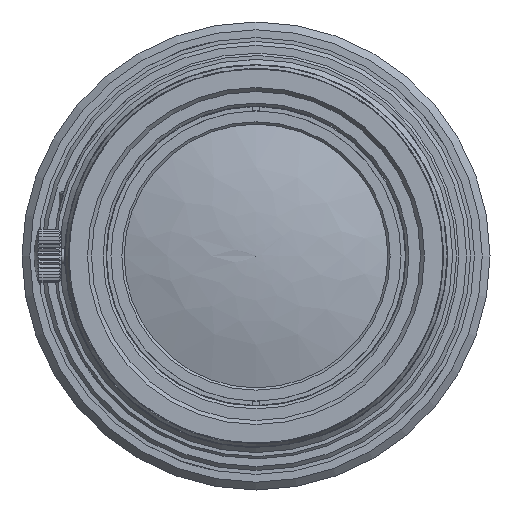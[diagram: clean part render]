
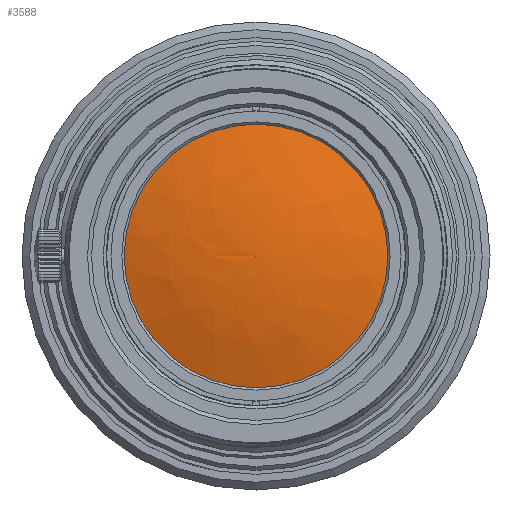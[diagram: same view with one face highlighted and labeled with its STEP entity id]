
A CAD part, left-side view. The second image highlights one B-rep face of the part: STEP entity #3588.
In plain terms, the highlighted free-form (B-spline) face has degree [3, 3] with [4, 7] control points.
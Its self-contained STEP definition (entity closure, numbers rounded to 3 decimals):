
#200=VERTEX_LOOP('',#13397);
#213=(
BOUNDED_SURFACE()
B_SPLINE_SURFACE(3,3,((#30547,#30548,#30549,#30550,#30551,#30552,#30553),
(#30554,#30555,#30556,#30557,#30558,#30559,#30560),(#30561,#30562,#30563,
#30564,#30565,#30566,#30567),(#30568,#30569,#30570,#30571,#30572,#30573,
#30574)),.UNSPECIFIED.,.F.,.T.,.F.)
B_SPLINE_SURFACE_WITH_KNOTS((4,4),(1,3,3,3,1),(0.,1.),(-0.5,0.,0.5,1.,1.5),
 .UNSPECIFIED.)
GEOMETRIC_REPRESENTATION_ITEM()
RATIONAL_B_SPLINE_SURFACE(((1.,0.333,0.333,1.,0.333,
0.333,1.),(0.992,0.331,0.331,
0.992,0.331,0.331,0.992),
(0.992,0.331,0.331,0.992,
0.331,0.331,0.992),(1.,0.333,
0.333,1.,0.333,0.333,1.)))
REPRESENTATION_ITEM('')
SURFACE()
);
#2210=FACE_BOUND('',#200,.T.);
#2211=FACE_BOUND('',#5589,.T.);
#3588=ADVANCED_FACE('',(#2210,#2211),#213,.T.);
#5589=EDGE_LOOP('',(#10125));
#6580=CIRCLE('',#20106,16.9);
#10125=ORIENTED_EDGE('',*,*,#16040,.F.);
#13395=VERTEX_POINT('',#30461);
#13397=VERTEX_POINT('',#30546);
#16040=EDGE_CURVE('',#13395,#13395,#6580,.T.);
#20106=AXIS2_PLACEMENT_3D('',#30460,#23684,#23685);
#23684=DIRECTION('',(1.,0.,0.));
#23685=DIRECTION('',(0.,1.,0.));
#30460=CARTESIAN_POINT('',(-132.684,0.,0.));
#30461=CARTESIAN_POINT('',(-132.684,16.9,0.));
#30546=CARTESIAN_POINT('',(-135.292,0.,0.));
#30547=CARTESIAN_POINT('',(-132.684,16.9,0.));
#30548=CARTESIAN_POINT('',(-132.684,16.9,33.8));
#30549=CARTESIAN_POINT('',(-132.684,-16.9,33.8));
#30550=CARTESIAN_POINT('',(-132.684,-16.9,0.));
#30551=CARTESIAN_POINT('',(-132.684,-16.9,-33.8));
#30552=CARTESIAN_POINT('',(-132.684,16.9,-33.8));
#30553=CARTESIAN_POINT('',(-132.684,16.9,0.));
#30554=CARTESIAN_POINT('',(-134.414,11.422,0.));
#30555=CARTESIAN_POINT('',(-134.414,11.422,22.844));
#30556=CARTESIAN_POINT('',(-134.414,-11.422,22.844));
#30557=CARTESIAN_POINT('',(-134.414,-11.422,0.));
#30558=CARTESIAN_POINT('',(-134.414,-11.422,-22.844));
#30559=CARTESIAN_POINT('',(-134.414,11.422,-22.844));
#30560=CARTESIAN_POINT('',(-134.414,11.422,0.));
#30561=CARTESIAN_POINT('',(-135.29,5.745,0.));
#30562=CARTESIAN_POINT('',(-135.29,5.745,11.489));
#30563=CARTESIAN_POINT('',(-135.29,-5.745,11.489));
#30564=CARTESIAN_POINT('',(-135.29,-5.745,0.));
#30565=CARTESIAN_POINT('',(-135.29,-5.745,-11.489));
#30566=CARTESIAN_POINT('',(-135.29,5.745,-11.489));
#30567=CARTESIAN_POINT('',(-135.29,5.745,0.));
#30568=CARTESIAN_POINT('',(-135.292,0.,0.));
#30569=CARTESIAN_POINT('',(-135.292,0.,0.));
#30570=CARTESIAN_POINT('',(-135.292,0.,0.));
#30571=CARTESIAN_POINT('',(-135.292,0.,0.));
#30572=CARTESIAN_POINT('',(-135.292,0.,0.));
#30573=CARTESIAN_POINT('',(-135.292,0.,0.));
#30574=CARTESIAN_POINT('',(-135.292,0.,0.));
